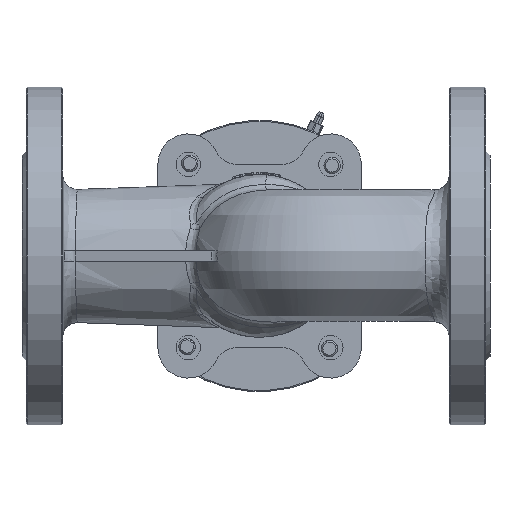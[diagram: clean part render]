
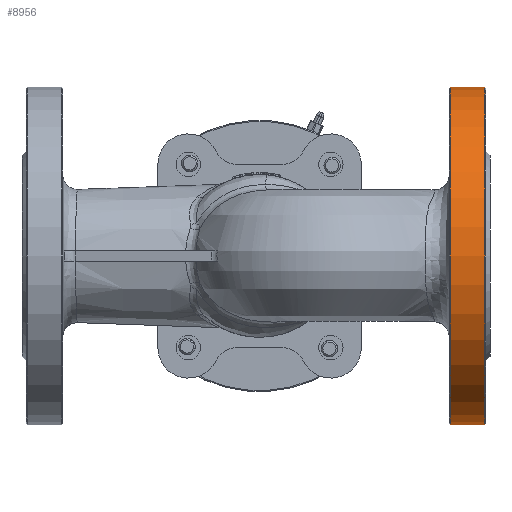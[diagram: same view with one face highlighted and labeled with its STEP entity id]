
A CAD part, front view. The second image highlights one B-rep face of the part: STEP entity #8956.
In plain terms, the highlighted cylindrical face has radius 83 mm (diameter 166 mm), a full revolution.
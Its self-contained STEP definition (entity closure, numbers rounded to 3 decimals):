
#843=LINE('',#23065,#1320);
#1320=VECTOR('',#12277,83.);
#1540=CYLINDRICAL_SURFACE('',#9989,83.);
#2267=FACE_OUTER_BOUND('',#2864,.T.);
#2864=EDGE_LOOP('',(#7665,#7666,#7667,#7668,#7669,#7670));
#3433=CIRCLE('',#9987,83.);
#3434=CIRCLE('',#9988,83.);
#3435=CIRCLE('',#9990,83.);
#3436=CIRCLE('',#9991,83.);
#4186=VERTEX_POINT('',#23058);
#4187=VERTEX_POINT('',#23060);
#4188=VERTEX_POINT('',#23064);
#4189=VERTEX_POINT('',#23066);
#5363=EDGE_CURVE('',#4187,#4186,#3433,.T.);
#5364=EDGE_CURVE('',#4186,#4187,#3434,.T.);
#5365=EDGE_CURVE('',#4187,#4188,#843,.T.);
#5366=EDGE_CURVE('',#4188,#4189,#3435,.T.);
#5367=EDGE_CURVE('',#4189,#4188,#3436,.T.);
#7665=ORIENTED_EDGE('',*,*,#5364,.T.);
#7666=ORIENTED_EDGE('',*,*,#5365,.T.);
#7667=ORIENTED_EDGE('',*,*,#5366,.T.);
#7668=ORIENTED_EDGE('',*,*,#5367,.T.);
#7669=ORIENTED_EDGE('',*,*,#5365,.F.);
#7670=ORIENTED_EDGE('',*,*,#5363,.T.);
#8956=ADVANCED_FACE('',(#2267),#1540,.T.);
#9987=AXIS2_PLACEMENT_3D('',#23061,#12271,#12272);
#9988=AXIS2_PLACEMENT_3D('',#23062,#12273,#12274);
#9989=AXIS2_PLACEMENT_3D('',#23063,#12275,#12276);
#9990=AXIS2_PLACEMENT_3D('',#23067,#12278,#12279);
#9991=AXIS2_PLACEMENT_3D('',#23068,#12280,#12281);
#12271=DIRECTION('center_axis',(1.,0.,0.));
#12272=DIRECTION('ref_axis',(0.,0.,1.));
#12273=DIRECTION('center_axis',(1.,0.,0.));
#12274=DIRECTION('ref_axis',(0.,0.,1.));
#12275=DIRECTION('center_axis',(1.,0.,0.));
#12276=DIRECTION('ref_axis',(0.,0.,-1.));
#12277=DIRECTION('',(1.,0.,0.));
#12278=DIRECTION('center_axis',(-1.,0.,0.));
#12279=DIRECTION('ref_axis',(0.,0.,1.));
#12280=DIRECTION('center_axis',(-1.,0.,0.));
#12281=DIRECTION('ref_axis',(0.,0.,1.));
#23058=CARTESIAN_POINT('',(210.5,0.,-83.));
#23060=CARTESIAN_POINT('',(210.5,0.,83.));
#23061=CARTESIAN_POINT('Origin',(210.5,0.,0.));
#23062=CARTESIAN_POINT('Origin',(210.5,0.,0.));
#23063=CARTESIAN_POINT('Origin',(228.,0.,0.));
#23064=CARTESIAN_POINT('',(227.5,0.,83.));
#23065=CARTESIAN_POINT('',(228.,0.,83.));
#23066=CARTESIAN_POINT('',(227.5,0.,-83.));
#23067=CARTESIAN_POINT('Origin',(227.5,0.,0.));
#23068=CARTESIAN_POINT('Origin',(227.5,0.,0.));
